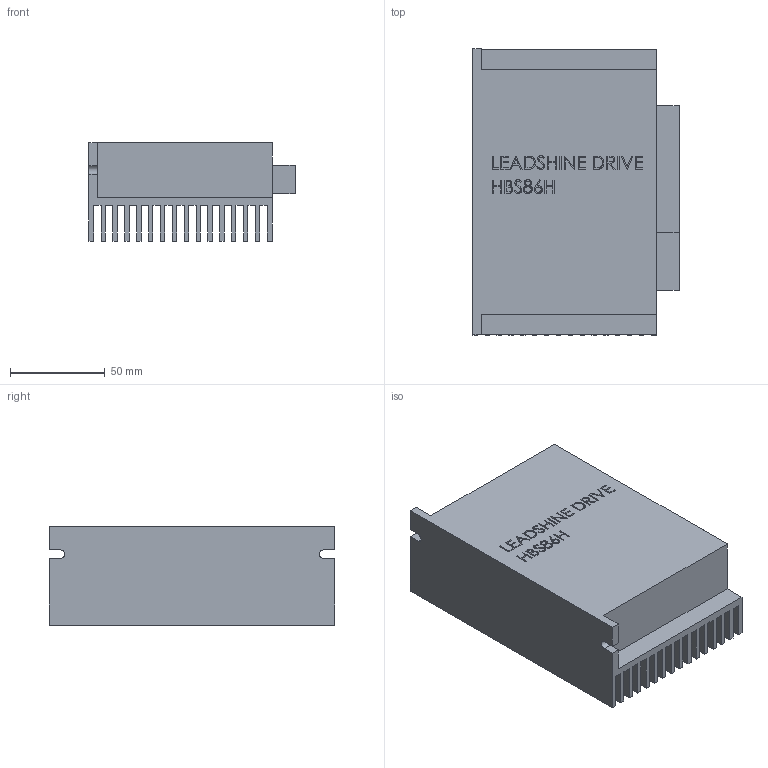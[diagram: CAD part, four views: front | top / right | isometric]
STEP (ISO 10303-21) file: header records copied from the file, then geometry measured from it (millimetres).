
FILE_DESCRIPTION (( 'STEP AP203' ), '1' );
FILE_NAME ('Leadshine-drive_HBS86H.STEP', '2022-04-22T14:28:44', ( '' ), ( '' ), 'SwSTEP 2.0', 'SolidWorks 2020', '' );
FILE_SCHEMA (( 'CONFIG_CONTROL_DESIGN' ));
Length unit declared in the file: millimetre
Products named in the file (1): Leadshine-drive_HBS86H
Bounding box: 109 x 151 x 52 mm (x, y, z)
Volume: 545100.4 mm3; surface area: 144747.3 mm2
Topology: 2 solids, 2 shells, 354 faces, 963 edges, 642 vertices
Faces by surface type: plane 268, bspline 84, cylinder 2
Entity records: 15294 total; most frequent: CARTESIAN_POINT 6836, ORIENTED_EDGE 1926, DIRECTION 1341, EDGE_CURVE 963, LINE 791, VECTOR 791, VERTEX_POINT 642, EDGE_LOOP 383
